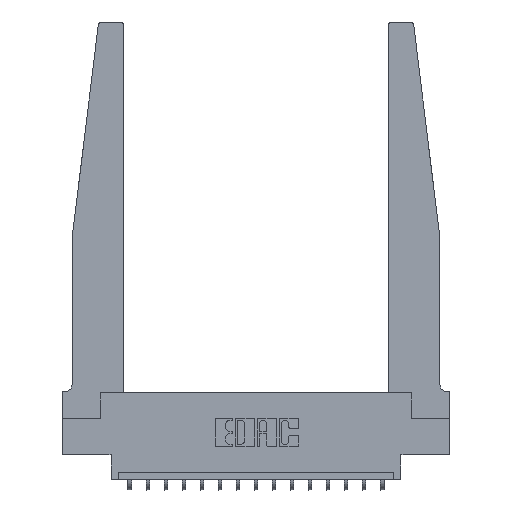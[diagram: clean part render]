
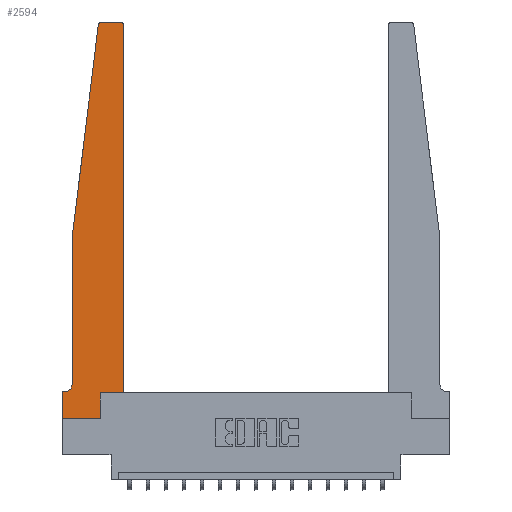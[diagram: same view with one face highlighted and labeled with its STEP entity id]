
A CAD part, top view. The second image highlights one B-rep face of the part: STEP entity #2594.
In plain terms, the highlighted planar face has unit normal (0, 0, 1).
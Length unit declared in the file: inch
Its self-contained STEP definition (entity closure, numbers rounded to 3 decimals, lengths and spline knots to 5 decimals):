
#305 = EDGE_CURVE ( 'NONE', #14601, #6420, #12838, .T. ) ;
#569 = CARTESIAN_POINT ( 'NONE',  ( 0.27653, 2.72, 0.37 ) ) ;
#766 = CARTESIAN_POINT ( 'NONE',  ( 0.065, 1.25, 0.37 ) ) ;
#807 = DIRECTION ( 'NONE',  ( 0., 1., 0. ) ) ;
#863 = CARTESIAN_POINT ( 'NONE',  ( 0., 0.1875, 0.37 ) ) ;
#972 = DIRECTION ( 'NONE',  ( 0., -1., 0. ) ) ;
#1341 = CARTESIAN_POINT ( 'NONE',  ( 0.425, 2.72, 0.37 ) ) ;
#1596 = VECTOR ( 'NONE', #972, 39.37008 ) ;
#1608 = CARTESIAN_POINT ( 'NONE',  ( 0.24675, 2.72367, 0.37 ) ) ;
#1755 = VECTOR ( 'NONE', #7393, 39.37008 ) ;
#1943 = CIRCLE ( 'NONE', #6211, 0.03 ) ;
#1973 = DIRECTION ( 'NONE',  ( 1., 0., 0. ) ) ;
#2139 = DIRECTION ( 'NONE',  ( 0., 0., 1. ) ) ;
#2329 = DIRECTION ( 'NONE',  ( 1., 0., 0. ) ) ;
#2435 = DIRECTION ( 'NONE',  ( 0., 0., -1. ) ) ;
#2538 = ORIENTED_EDGE ( 'NONE', *, *, #8700, .T. ) ;
#2594 = ADVANCED_FACE ( 'NONE', ( #4552 ), #15857, .T. ) ;
#2751 = ORIENTED_EDGE ( 'NONE', *, *, #4119, .T. ) ;
#3074 = VECTOR ( 'NONE', #11492, 39.37008 ) ;
#3362 = CARTESIAN_POINT ( 'NONE',  ( 0., 0.1875, 0.37 ) ) ;
#3682 = CARTESIAN_POINT ( 'NONE',  ( 0.395, 2.75, 0.37 ) ) ;
#3850 = CARTESIAN_POINT ( 'NONE',  ( 0.065, 0.2375, 0.37 ) ) ;
#4119 = EDGE_CURVE ( 'NONE', #6420, #7958, #6486, .T. ) ;
#4143 = LINE ( 'NONE', #10377, #7433 ) ;
#4157 = EDGE_CURVE ( 'NONE', #15684, #14601, #5609, .T. ) ;
#4552 = FACE_OUTER_BOUND ( 'NONE', #12493, .T. ) ;
#4651 = VECTOR ( 'NONE', #14623, 39.37008 ) ;
#4714 = CARTESIAN_POINT ( 'NONE',  ( 0.425, 0.18, 0.37 ) ) ;
#5292 = EDGE_CURVE ( 'NONE', #5923, #7622, #1943, .T. ) ;
#5310 = LINE ( 'NONE', #6526, #1596 ) ;
#5609 = LINE ( 'NONE', #10638, #9734 ) ;
#5923 = VERTEX_POINT ( 'NONE', #12693 ) ;
#6211 = AXIS2_PLACEMENT_3D ( 'NONE', #569, #10297, #1973 ) ;
#6420 = VERTEX_POINT ( 'NONE', #1341 ) ;
#6443 = LINE ( 'NONE', #11911, #10117 ) ;
#6486 = CIRCLE ( 'NONE', #6659, 0.03 ) ;
#6526 = CARTESIAN_POINT ( 'NONE',  ( 0., 0., 0.37 ) ) ;
#6539 = CARTESIAN_POINT ( 'NONE',  ( 0.065, 1.25, 0.37 ) ) ;
#6659 = AXIS2_PLACEMENT_3D ( 'NONE', #10461, #2139, #11844 ) ;
#6935 = EDGE_CURVE ( 'NONE', #12883, #17690, #11428, .T. ) ;
#7213 = LINE ( 'NONE', #6539, #14092 ) ;
#7393 = DIRECTION ( 'NONE',  ( 1., 0., 0. ) ) ;
#7433 = VECTOR ( 'NONE', #17186, 39.37008 ) ;
#7557 = ORIENTED_EDGE ( 'NONE', *, *, #11111, .T. ) ;
#7622 = VERTEX_POINT ( 'NONE', #1608 ) ;
#7638 = DIRECTION ( 'NONE',  ( 0., 0., 1. ) ) ;
#7915 = EDGE_CURVE ( 'NONE', #16103, #15684, #6443, .T. ) ;
#7950 = DIRECTION ( 'NONE',  ( 0., -1., 0. ) ) ;
#7958 = VERTEX_POINT ( 'NONE', #3682 ) ;
#8450 = ORIENTED_EDGE ( 'NONE', *, *, #15500, .T. ) ;
#8700 = EDGE_CURVE ( 'NONE', #15696, #14040, #5310, .T. ) ;
#9059 = ORIENTED_EDGE ( 'NONE', *, *, #11612, .T. ) ;
#9734 = VECTOR ( 'NONE', #2329, 39.37008 ) ;
#10117 = VECTOR ( 'NONE', #807, 39.37008 ) ;
#10297 = DIRECTION ( 'NONE',  ( 0., 0., 1. ) ) ;
#10377 = CARTESIAN_POINT ( 'NONE',  ( 0.25, 2.75, 0.37 ) ) ;
#10461 = CARTESIAN_POINT ( 'NONE',  ( 0.395, 2.72, 0.37 ) ) ;
#10539 = DIRECTION ( 'NONE',  ( 0., 1., 0. ) ) ;
#10638 = CARTESIAN_POINT ( 'NONE',  ( 0.425, 0.18, 0.37 ) ) ;
#10733 = EDGE_CURVE ( 'NONE', #16932, #12883, #7213, .T. ) ;
#10743 = CARTESIAN_POINT ( 'NONE',  ( 0.015, 0.2375, 0.37 ) ) ;
#11111 = EDGE_CURVE ( 'NONE', #14040, #16103, #16207, .T. ) ;
#11428 = CIRCLE ( 'NONE', #12797, 0.05 ) ;
#11492 = DIRECTION ( 'NONE',  ( -1., 0., 0. ) ) ;
#11612 = EDGE_CURVE ( 'NONE', #7958, #5923, #4143, .T. ) ;
#11659 = ORIENTED_EDGE ( 'NONE', *, *, #5292, .T. ) ;
#11844 = DIRECTION ( 'NONE',  ( 1., 0., 0. ) ) ;
#11911 = CARTESIAN_POINT ( 'NONE',  ( 0.2605, 0.18, 0.37 ) ) ;
#12024 = LINE ( 'NONE', #13228, #4651 ) ;
#12104 = ORIENTED_EDGE ( 'NONE', *, *, #7915, .T. ) ;
#12123 = DIRECTION ( 'NONE',  ( -1., 0., 0. ) ) ;
#12493 = EDGE_LOOP ( 'NONE', ( #9059, #11659, #16341, #15328, #16761, #8450, #2538, #7557, #12104, #15296, #16163, #2751 ) ) ;
#12693 = CARTESIAN_POINT ( 'NONE',  ( 0.27653, 2.75, 0.37 ) ) ;
#12743 = EDGE_CURVE ( 'NONE', #7622, #16932, #12024, .T. ) ;
#12797 = AXIS2_PLACEMENT_3D ( 'NONE', #10743, #2435, #12123 ) ;
#12838 = LINE ( 'NONE', #4714, #16882 ) ;
#12883 = VERTEX_POINT ( 'NONE', #3850 ) ;
#13228 = CARTESIAN_POINT ( 'NONE',  ( 0.065, 1.25, 0.37 ) ) ;
#13302 = CARTESIAN_POINT ( 'NONE',  ( 0.2605, 0.18, 0.37 ) ) ;
#14040 = VERTEX_POINT ( 'NONE', #14927 ) ;
#14092 = VECTOR ( 'NONE', #7950, 39.37008 ) ;
#14236 = CARTESIAN_POINT ( 'NONE',  ( 0., 0., 0.37 ) ) ;
#14264 = CARTESIAN_POINT ( 'NONE',  ( 0.065, 0.1875, 0.37 ) ) ;
#14544 = CARTESIAN_POINT ( 'NONE',  ( 0.015, 0.1875, 0.37 ) ) ;
#14601 = VERTEX_POINT ( 'NONE', #15122 ) ;
#14623 = DIRECTION ( 'NONE',  ( -0.122, -0.992, 0. ) ) ;
#14927 = CARTESIAN_POINT ( 'NONE',  ( 0., 0., 0.37 ) ) ;
#15122 = CARTESIAN_POINT ( 'NONE',  ( 0.425, 0.18, 0.37 ) ) ;
#15296 = ORIENTED_EDGE ( 'NONE', *, *, #4157, .T. ) ;
#15328 = ORIENTED_EDGE ( 'NONE', *, *, #10733, .T. ) ;
#15500 = EDGE_CURVE ( 'NONE', #17690, #15696, #17294, .T. ) ;
#15555 = CARTESIAN_POINT ( 'NONE',  ( 0.2605, 0., 0.37 ) ) ;
#15684 = VERTEX_POINT ( 'NONE', #13302 ) ;
#15696 = VERTEX_POINT ( 'NONE', #863 ) ;
#15857 = PLANE ( 'NONE',  #16644 ) ;
#16103 = VERTEX_POINT ( 'NONE', #15555 ) ;
#16163 = ORIENTED_EDGE ( 'NONE', *, *, #305, .T. ) ;
#16207 = LINE ( 'NONE', #14236, #1755 ) ;
#16341 = ORIENTED_EDGE ( 'NONE', *, *, #12743, .T. ) ;
#16644 = AXIS2_PLACEMENT_3D ( 'NONE', #3362, #7638, #17206 ) ;
#16761 = ORIENTED_EDGE ( 'NONE', *, *, #6935, .T. ) ;
#16882 = VECTOR ( 'NONE', #10539, 39.37008 ) ;
#16932 = VERTEX_POINT ( 'NONE', #766 ) ;
#17186 = DIRECTION ( 'NONE',  ( -1., 0., 0. ) ) ;
#17206 = DIRECTION ( 'NONE',  ( 1., 0., 0. ) ) ;
#17294 = LINE ( 'NONE', #14264, #3074 ) ;
#17690 = VERTEX_POINT ( 'NONE', #14544 ) ;
